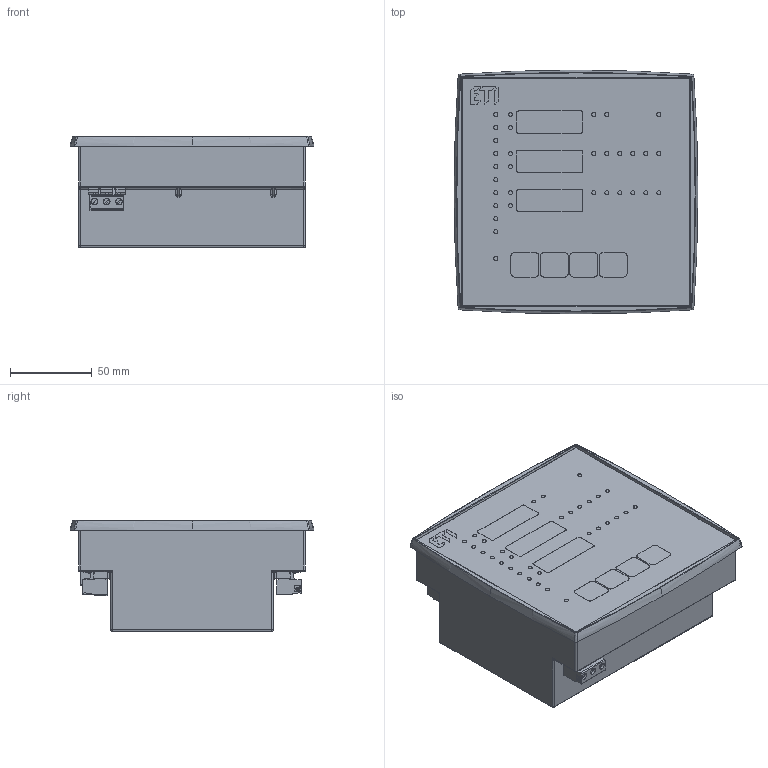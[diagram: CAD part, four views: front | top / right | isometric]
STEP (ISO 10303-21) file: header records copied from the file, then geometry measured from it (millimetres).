
FILE_DESCRIPTION((''),'2;1');
FILE_NAME('ENA3_ASM','2021-10-27T',('marketing.praksa'),('Audax d.o.o.'),'CREO PARAMETRIC BY PTC INC, 2017480','CREO PARAMETRIC BY PTC INC, 2017480','');
FILE_SCHEMA(('AUTOMOTIVE_DESIGN { 1 0 10303 214 1 1 1 1 }'));
Products named in the file (56): ESTRUSIONE-ESTRUSIONE1_13_; ESTRUSIONE-ESTRUSIONE1_30_; ESTRUSIONE-ESTRUSIONE1_22_; ESTRUSIONE-ESTRUSIONE1_33_; ESTRUSIONE-ESTRUSIONE1_23_; ESTRUSIONE-ESTRUSIONE1_24_; ESTRUSIONE-ESTRUSIONE1_17_; ESTRUSIONE-ESTRUSIONE1_40_; ESTRUSIONE-ESTRUSIONE1_16_; ESTRUSIONE-ESTRUSIONE1_21_; ESTRUSIONE-ESTRUSIONE1_37_; ESTRUSIONE-ESTRUSIONE1_20_; ESTRUSIONE-ESTRUSIONE1_10_; ESTRUSIONE-ESTRUSIONE1_27_; ESTRUSIONE-ESTRUSIONE1_36_; ESTRUSIONE-ESTRUSIONE1_32_; ESTRUSIONE-ESTRUSIONE1_42_; ESTRUSIONE-ESTRUSIONE1_39_; ESTRUSIONE-ESTRUSIONE1_18_; ESTRUSIONE-ESTRUSIONE1_2_; ESTRUSIONE-ESTRUSIONE1_29_; ESTRUSIONE-ESTRUSIONE1_11_; ESTRUSIONE-ESTRUSIONE1_26_; ESTRUSIONE-ESTRUSIONE1_35_; ESTRUSIONE-ESTRUSIONE1_34_; ESTRUSIONE-ESTRUSIONE1_7_; ESTRUSIONE-ESTRUSIONE1_6_; ESTRUSIONE-ESTRUSIONE1_3_; ESTRUSIONE-ESTRUSIONE1_1_; ESTRUSIONE-ESTRUSIONE1_15_; ESTRUSIONE-ESTRUSIONE1_31_; ESTRUSIONE-ESTRUSIONE1_9_; ESTRUSIONE-ESTRUSIONE1_4_; ESTRUSIONE-ESTRUSIONE1_12_; ESTRUSIONE-ESTRUSIONE1_25_; ESTRUSIONE-ESTRUSIONE1_19_; ESTRUSIONE-ESTRUSIONE1_14_; ESTRUSIONE-ESTRUSIONE1_41_; ESTRUSIONE-ESTRUSIONE1_28_; ESTRUSIONE-ESTRUSIONE1_8_ ...
Assembly tree (55 placements, depth 3):
  ENA3_ASM
    FRONT_PFC12DB3_ASM
      ESTRUSIONE-ESTRUSIONE1_13_
      ESTRUSIONE-ESTRUSIONE1_30_
      ESTRUSIONE-ESTRUSIONE1_22_
      ESTRUSIONE-ESTRUSIONE1_33_
      ESTRUSIONE-ESTRUSIONE1_23_
      ESTRUSIONE-ESTRUSIONE1_24_
      ESTRUSIONE-ESTRUSIONE1_17_
      ESTRUSIONE-ESTRUSIONE1_40_
      ESTRUSIONE-ESTRUSIONE1_16_
      ESTRUSIONE-ESTRUSIONE1_21_
      ESTRUSIONE-ESTRUSIONE1_37_
      ESTRUSIONE-ESTRUSIONE1_20_
      ESTRUSIONE-ESTRUSIONE1_10_
      ESTRUSIONE-ESTRUSIONE1_27_
      ESTRUSIONE-ESTRUSIONE1_36_
      ESTRUSIONE-ESTRUSIONE1_32_
      ESTRUSIONE-ESTRUSIONE1_42_
      ESTRUSIONE-ESTRUSIONE1_39_
      ESTRUSIONE-ESTRUSIONE1_18_
      ESTRUSIONE-ESTRUSIONE1_2_
      ESTRUSIONE-ESTRUSIONE1_29_
      ESTRUSIONE-ESTRUSIONE1_11_
      ESTRUSIONE-ESTRUSIONE1_26_
      ESTRUSIONE-ESTRUSIONE1_35_
      ESTRUSIONE-ESTRUSIONE1_34_
      ESTRUSIONE-ESTRUSIONE1_7_
      ESTRUSIONE-ESTRUSIONE1_6_
      ESTRUSIONE-ESTRUSIONE1_3_
      ESTRUSIONE-ESTRUSIONE1_1_
      ESTRUSIONE-ESTRUSIONE1_15_
      ESTRUSIONE-ESTRUSIONE1_31_
      ESTRUSIONE-ESTRUSIONE1_9_
      ESTRUSIONE-ESTRUSIONE1_4_
      ESTRUSIONE-ESTRUSIONE1_12_
      ESTRUSIONE-ESTRUSIONE1_25_
      ESTRUSIONE-ESTRUSIONE1_19_
      ESTRUSIONE-ESTRUSIONE1_14_
      ESTRUSIONE-ESTRUSIONE1_41_
      ESTRUSIONE-ESTRUSIONE1_28_
      ESTRUSIONE-ESTRUSIONE1_8_
      ESTRUSIONE-ESTRUSIONE1_5_
      ESTRUSIONE-ESTRUSIONE1_38_
    PV02-5-V-P
    PV04-7_5-P
    SH04-7_5
    144X144_ASM
      RACCORDO2
      ESTRUSIONE-ESTRUSIONE8
    PV03-7_5-V-P
    PV06-5-V-P
    SH03-7_5
    SH06-5
    955222667
    SH02-5_08
Bounding box: 149 x 149 x 68 mm (x, y, z)
Volume: 66602.1 mm3; surface area: 148446.9 mm2
Topology: 53 solids, 56 shells, 2764 faces, 6942 edges, 4396 vertices
Faces by surface type: plane 1792, cylinder 486, bspline 207, extrusion 180, cone 62, sphere 27, revolution 10
Entity records: 141562 total; most frequent: CARTESIAN_POINT 29657, ORIENTED_EDGE 13780, DIRECTION 11996, PRESENTATION_STYLE_ASSIGNMENT 9903, STYLED_ITEM 9903, CURVE_STYLE 7085, EDGE_CURVE 6895, VECTOR 4930
